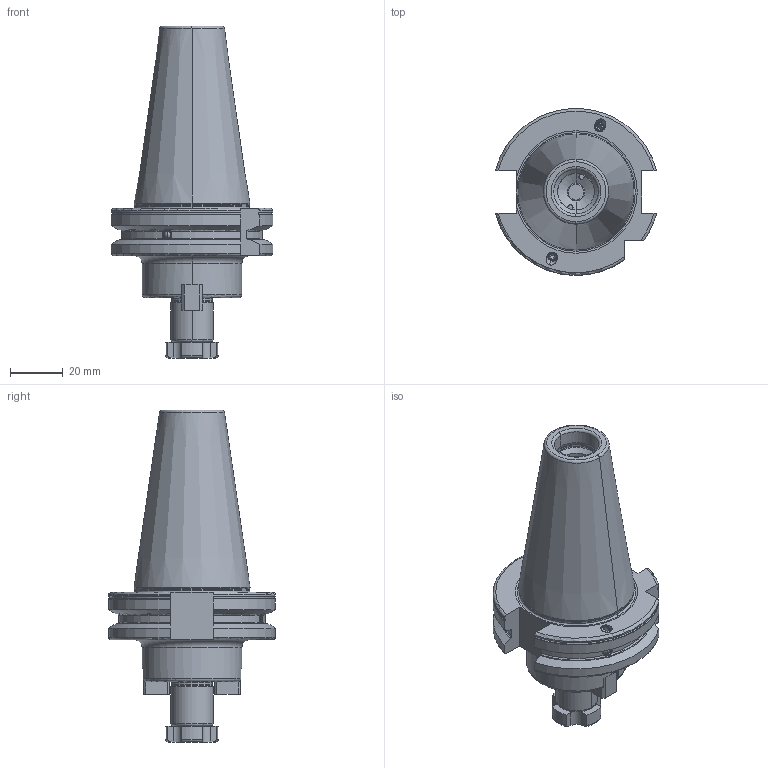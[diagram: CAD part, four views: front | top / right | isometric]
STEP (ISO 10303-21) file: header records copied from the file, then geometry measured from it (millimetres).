
FILE_DESCRIPTION((''),'2;1');
FILE_NAME('DC_403_11_16','2020-11-30T',('101107'),(''),'CREO PARAMETRIC BY PTC INC, 2016260','CREO PARAMETRIC BY PTC INC, 2016260','');
FILE_SCHEMA(('CONFIG_CONTROL_DESIGN'));
Length unit declared in the file: millimetre
Products named in the file (1): DC_403_11_16
Bounding box: 61.48 x 63.54 x 126.4 mm (x, y, z)
Volume: 123805.7 mm3; surface area: 27165.9 mm2
Topology: 1 solids, 11 shells, 411 faces, 1002 edges, 605 vertices
Faces by surface type: cone 122, plane 118, cylinder 106, torus 57, sphere 8
Entity records: 12739 total; most frequent: CARTESIAN_POINT 3039, DIRECTION 2110, ORIENTED_EDGE 1976, EDGE_CURVE 988, AXIS2_PLACEMENT_3D 839, VERTEX_POINT 605, EDGE_LOOP 437, VECTOR 432
